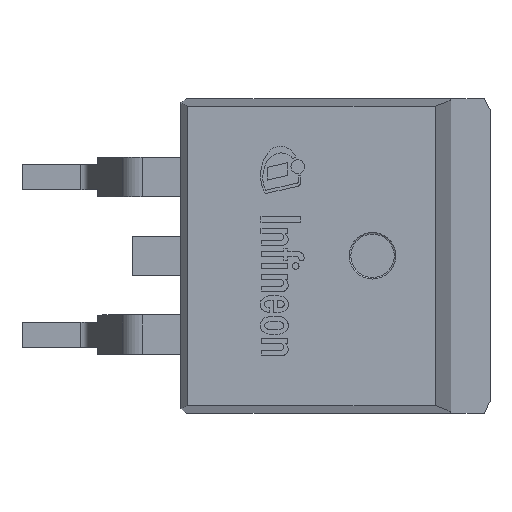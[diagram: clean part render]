
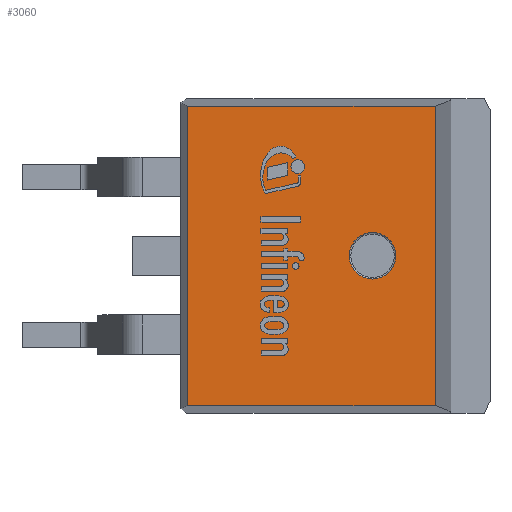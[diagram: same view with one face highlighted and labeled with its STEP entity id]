
A CAD part, top view. The second image highlights one B-rep face of the part: STEP entity #3060.
In plain terms, the highlighted planar face has unit normal (0, 0, 1).
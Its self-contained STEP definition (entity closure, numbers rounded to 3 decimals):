
#105=FACE_BOUND('',#1220,.T.);
#112=PLANE('',#3265);
#270=LINE('',#4249,#649);
#271=LINE('',#4251,#650);
#272=LINE('',#4253,#651);
#273=LINE('',#4254,#652);
#649=VECTOR('',#3479,1000.);
#650=VECTOR('',#3480,1000.);
#651=VECTOR('',#3481,1000.);
#652=VECTOR('',#3482,1000.);
#1036=FACE_OUTER_BOUND('',#1219,.T.);
#1219=EDGE_LOOP('',(#2185,#2186,#2187,#2188));
#1220=EDGE_LOOP('',(#2189));
#1406=CIRCLE('',#3262,0.75);
#1433=VERTEX_POINT('',#4225);
#1442=VERTEX_POINT('',#4247);
#1443=VERTEX_POINT('',#4248);
#1444=VERTEX_POINT('',#4250);
#1445=VERTEX_POINT('',#4252);
#1730=EDGE_CURVE('',#1433,#1433,#1406,.T.);
#1739=EDGE_CURVE('',#1442,#1443,#270,.T.);
#1740=EDGE_CURVE('',#1442,#1444,#271,.T.);
#1741=EDGE_CURVE('',#1444,#1445,#272,.T.);
#1742=EDGE_CURVE('',#1443,#1445,#273,.T.);
#2185=ORIENTED_EDGE('',*,*,#1739,.F.);
#2186=ORIENTED_EDGE('',*,*,#1740,.T.);
#2187=ORIENTED_EDGE('',*,*,#1741,.T.);
#2188=ORIENTED_EDGE('',*,*,#1742,.F.);
#2189=ORIENTED_EDGE('',*,*,#1730,.F.);
#3060=ADVANCED_FACE('',(#1036,#105),#112,.T.);
#3262=AXIS2_PLACEMENT_3D('',#4227,#3463,#3464);
#3265=AXIS2_PLACEMENT_3D('',#4246,#3477,#3478);
#3463=DIRECTION('center_axis',(0.,0.,1.));
#3464=DIRECTION('ref_axis',(0.,-1.,0.));
#3477=DIRECTION('center_axis',(0.,0.,1.));
#3478=DIRECTION('ref_axis',(0.,-1.,0.));
#3479=DIRECTION('',(1.,0.,0.));
#3480=DIRECTION('',(0.,-1.,0.));
#3481=DIRECTION('',(1.,0.,0.));
#3482=DIRECTION('',(0.,-1.,0.));
#4225=CARTESIAN_POINT('',(3.76,0.75,4.9));
#4227=CARTESIAN_POINT('Origin',(3.76,0.,4.9));
#4246=CARTESIAN_POINT('Origin',(0.,0.,4.9));
#4247=CARTESIAN_POINT('',(-2.211,4.831,4.9));
#4248=CARTESIAN_POINT('',(5.784,4.831,4.9));
#4249=CARTESIAN_POINT('',(-2.42,4.831,4.9));
#4250=CARTESIAN_POINT('',(-2.211,-4.831,4.9));
#4251=CARTESIAN_POINT('',(-2.211,5.08,4.9));
#4252=CARTESIAN_POINT('',(5.784,-4.831,4.9));
#4253=CARTESIAN_POINT('',(-2.42,-4.831,4.9));
#4254=CARTESIAN_POINT('',(5.784,5.08,4.9));
